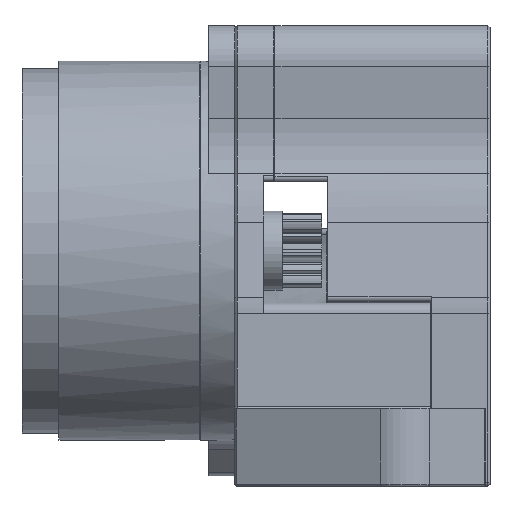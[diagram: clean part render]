
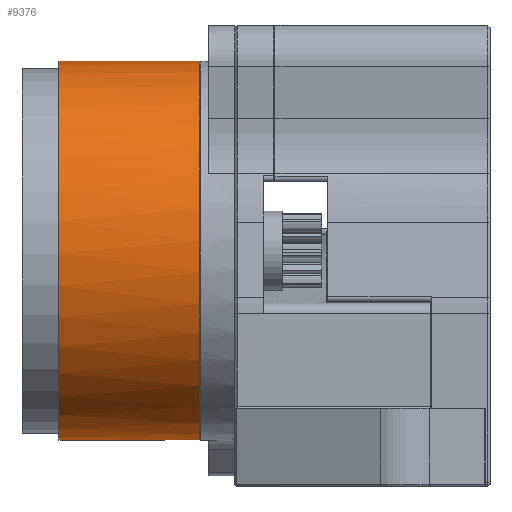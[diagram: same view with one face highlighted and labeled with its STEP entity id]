
A CAD part, left-side view. The second image highlights one B-rep face of the part: STEP entity #9376.
In plain terms, the highlighted cylindrical face has radius 18 mm (diameter 36 mm), a full revolution.
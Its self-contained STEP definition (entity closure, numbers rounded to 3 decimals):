
#380=B_SPLINE_CURVE_WITH_KNOTS('',3,(#15546,#15547,#15548,#15549,#15550,
#15551,#15552,#15553,#15554,#15555,#15556),.UNSPECIFIED.,.T.,.F.,(1,1,1,
1,1,1,1,1,1,1,1,1,1,1,1),(0.,0.001,0.001,
0.002,0.002,0.002,0.003,
0.003,0.004,0.004,0.004,
0.005,0.005,0.005,0.006),
 .UNSPECIFIED.);
#381=B_SPLINE_CURVE_WITH_KNOTS('',3,(#15562,#15563,#15564,#15565,#15566,
#15567,#15568,#15569,#15570,#15571,#15572),.UNSPECIFIED.,.T.,.F.,(1,1,1,
1,1,1,1,1,1,1,1,1,1,1,1),(0.,0.001,0.001,
0.002,0.002,0.002,0.003,
0.003,0.004,0.004,0.004,
0.005,0.005,0.006,0.006),
 .UNSPECIFIED.);
#382=B_SPLINE_CURVE_WITH_KNOTS('',3,(#15578,#15579,#15580,#15581,#15582,
#15583,#15584,#15585,#15586,#15587,#15588),.UNSPECIFIED.,.T.,.F.,(1,1,1,
1,1,1,1,1,1,1,1,1,1,1,1),(-0.001,-0.001,0.,
0.,0.,0.001,0.001,0.002,
0.002,0.002,0.003,0.003,
0.004,0.004,0.004),
 .UNSPECIFIED.);
#383=B_SPLINE_CURVE_WITH_KNOTS('',3,(#15594,#15595,#15596,#15597,#15598,
#15599,#15600,#15601,#15602,#15603,#15604),.UNSPECIFIED.,.T.,.F.,(1,1,1,
1,1,1,1,1,1,1,1,1,1,1,1),(-0.001,-0.001,0.,
0.,0.,0.001,0.001,0.002,
0.002,0.002,0.003,0.003,
0.004,0.004,0.004),
 .UNSPECIFIED.);
#645=LINE('',#15646,#1272);
#649=LINE('',#15656,#1276);
#1272=VECTOR('',#12114,1000.);
#1276=VECTOR('',#12124,1000.);
#2568=ORIENTED_EDGE('',*,*,#4989,.T.);
#2569=ORIENTED_EDGE('',*,*,#4996,.F.);
#2570=ORIENTED_EDGE('',*,*,#4994,.T.);
#2571=ORIENTED_EDGE('',*,*,#4992,.F.);
#2572=ORIENTED_EDGE('',*,*,#4968,.F.);
#2573=ORIENTED_EDGE('',*,*,#4970,.F.);
#2574=ORIENTED_EDGE('',*,*,#4972,.F.);
#2575=ORIENTED_EDGE('',*,*,#4974,.F.);
#2576=ORIENTED_EDGE('',*,*,#4997,.F.);
#4968=EDGE_CURVE('',#6247,#6247,#380,.T.);
#4970=EDGE_CURVE('',#6249,#6249,#381,.T.);
#4972=EDGE_CURVE('',#6251,#6251,#382,.T.);
#4974=EDGE_CURVE('',#6253,#6253,#383,.T.);
#4989=EDGE_CURVE('',#6268,#6269,#645,.T.);
#4992=EDGE_CURVE('',#6268,#6270,#7037,.T.);
#4994=EDGE_CURVE('',#6271,#6270,#649,.T.);
#4996=EDGE_CURVE('',#6271,#6269,#7038,.T.);
#4997=EDGE_CURVE('',#6272,#6272,#7039,.T.);
#6247=VERTEX_POINT('',#15557);
#6249=VERTEX_POINT('',#15573);
#6251=VERTEX_POINT('',#15589);
#6253=VERTEX_POINT('',#15605);
#6268=VERTEX_POINT('',#15647);
#6269=VERTEX_POINT('',#15648);
#6270=VERTEX_POINT('',#15653);
#6271=VERTEX_POINT('',#15657);
#6272=VERTEX_POINT('',#15663);
#7037=CIRCLE('',#10524,18.);
#7038=CIRCLE('',#10527,18.);
#7039=CIRCLE('',#10529,18.);
#7716=EDGE_LOOP('',(#2568,#2569,#2570,#2571));
#7717=EDGE_LOOP('',(#2572));
#7718=EDGE_LOOP('',(#2573));
#7719=EDGE_LOOP('',(#2574));
#7720=EDGE_LOOP('',(#2575));
#7721=EDGE_LOOP('',(#2576));
#8443=FACE_BOUND('',#7716,.T.);
#8444=FACE_BOUND('',#7717,.T.);
#8445=FACE_BOUND('',#7718,.T.);
#8446=FACE_BOUND('',#7719,.T.);
#8447=FACE_BOUND('',#7720,.T.);
#8448=FACE_BOUND('',#7721,.T.);
#9051=CYLINDRICAL_SURFACE('',#10528,18.);
#9376=ADVANCED_FACE('',(#8443,#8444,#8445,#8446,#8447,#8448),#9051,.T.);
#10524=AXIS2_PLACEMENT_3D('',#15652,#12119,#12120);
#10527=AXIS2_PLACEMENT_3D('',#15660,#12128,#12129);
#10528=AXIS2_PLACEMENT_3D('',#15661,#12130,#12131);
#10529=AXIS2_PLACEMENT_3D('',#15662,#12132,#12133);
#12114=DIRECTION('',(0.,1.,0.));
#12119=DIRECTION('',(0.,-1.,0.));
#12120=DIRECTION('',(0.554,0.,-0.833));
#12124=DIRECTION('',(0.,-1.,0.));
#12128=DIRECTION('',(0.,-1.,0.));
#12129=DIRECTION('',(0.998,0.,-0.063));
#12130=DIRECTION('',(0.,-1.,0.));
#12131=DIRECTION('',(-0.5,0.,-0.866));
#12132=DIRECTION('',(0.,1.,0.));
#12133=DIRECTION('',(0.866,0.,-0.5));
#15546=CARTESIAN_POINT('',(12.222,-33.652,17.972));
#15547=CARTESIAN_POINT('',(12.315,-34.045,18.108));
#15548=CARTESIAN_POINT('',(12.222,-34.438,17.972));
#15549=CARTESIAN_POINT('',(11.993,-34.599,17.653));
#15550=CARTESIAN_POINT('',(11.756,-34.438,17.339));
#15551=CARTESIAN_POINT('',(11.653,-34.045,17.209));
#15552=CARTESIAN_POINT('',(11.756,-33.652,17.339));
#15553=CARTESIAN_POINT('',(11.993,-33.491,17.652));
#15554=CARTESIAN_POINT('',(12.222,-33.652,17.972));
#15555=CARTESIAN_POINT('',(12.315,-34.045,18.108));
#15556=CARTESIAN_POINT('',(12.222,-34.438,17.972));
#15557=CARTESIAN_POINT('',(12.284,-34.045,18.063));
#15562=CARTESIAN_POINT('',(11.299,-33.649,16.771));
#15563=CARTESIAN_POINT('',(11.406,-34.045,16.902));
#15564=CARTESIAN_POINT('',(11.299,-34.44,16.771));
#15565=CARTESIAN_POINT('',(11.042,-34.598,16.469));
#15566=CARTESIAN_POINT('',(10.777,-34.44,16.175));
#15567=CARTESIAN_POINT('',(10.66,-34.045,16.05));
#15568=CARTESIAN_POINT('',(10.777,-33.651,16.175));
#15569=CARTESIAN_POINT('',(11.041,-33.492,16.469));
#15570=CARTESIAN_POINT('',(11.299,-33.649,16.771));
#15571=CARTESIAN_POINT('',(11.406,-34.045,16.902));
#15572=CARTESIAN_POINT('',(11.299,-34.44,16.771));
#15573=CARTESIAN_POINT('',(11.37,-34.045,16.858));
#15578=CARTESIAN_POINT('',(14.41,-34.441,22.16));
#15579=CARTESIAN_POINT('',(14.351,-34.045,22.002));
#15580=CARTESIAN_POINT('',(14.41,-33.65,22.16));
#15581=CARTESIAN_POINT('',(14.543,-33.492,22.533));
#15582=CARTESIAN_POINT('',(14.665,-33.65,22.91));
#15583=CARTESIAN_POINT('',(14.715,-34.045,23.074));
#15584=CARTESIAN_POINT('',(14.665,-34.439,22.91));
#15585=CARTESIAN_POINT('',(14.543,-34.598,22.534));
#15586=CARTESIAN_POINT('',(14.41,-34.441,22.16));
#15587=CARTESIAN_POINT('',(14.351,-34.045,22.002));
#15588=CARTESIAN_POINT('',(14.41,-33.65,22.16));
#15589=CARTESIAN_POINT('',(14.37,-34.045,22.054));
#15594=CARTESIAN_POINT('',(13.831,-34.438,20.76));
#15595=CARTESIAN_POINT('',(13.761,-34.045,20.611));
#15596=CARTESIAN_POINT('',(13.831,-33.652,20.76));
#15597=CARTESIAN_POINT('',(13.994,-33.491,21.118));
#15598=CARTESIAN_POINT('',(14.146,-33.652,21.48));
#15599=CARTESIAN_POINT('',(14.208,-34.045,21.634));
#15600=CARTESIAN_POINT('',(14.146,-34.438,21.48));
#15601=CARTESIAN_POINT('',(13.994,-34.599,21.118));
#15602=CARTESIAN_POINT('',(13.831,-34.438,20.76));
#15603=CARTESIAN_POINT('',(13.761,-34.045,20.611));
#15604=CARTESIAN_POINT('',(13.831,-33.652,20.76));
#15605=CARTESIAN_POINT('',(13.784,-34.045,20.661));
#15646=CARTESIAN_POINT('',(7.464,-35.8,13.34));
#15647=CARTESIAN_POINT('',(7.464,-35.8,13.34));
#15648=CARTESIAN_POINT('',(7.464,-32.29,13.34));
#15652=CARTESIAN_POINT('',(-2.5,-35.8,28.33));
#15653=CARTESIAN_POINT('',(15.464,-35.8,27.196));
#15656=CARTESIAN_POINT('',(15.464,-32.29,27.196));
#15657=CARTESIAN_POINT('',(15.464,-32.29,27.196));
#15660=CARTESIAN_POINT('',(-2.5,-32.29,28.33));
#15661=CARTESIAN_POINT('',(-2.5,-15.6,28.33));
#15662=CARTESIAN_POINT('',(-2.5,-18.92,28.33));
#15663=CARTESIAN_POINT('',(13.088,-18.92,19.33));
